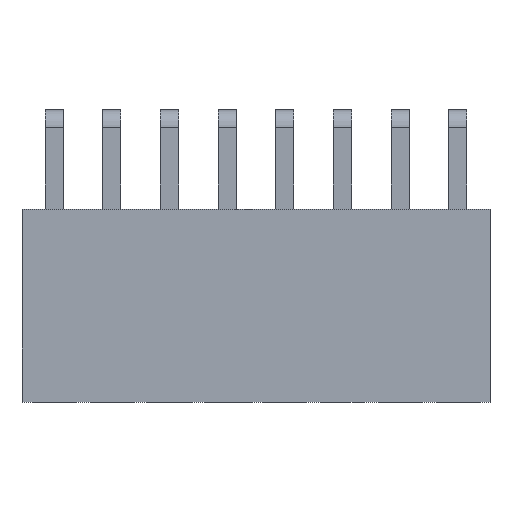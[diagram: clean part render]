
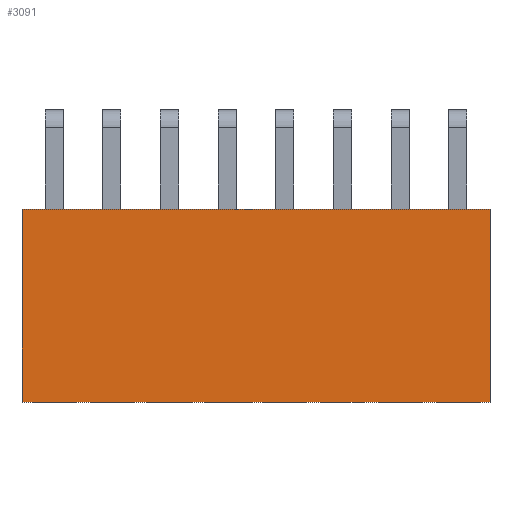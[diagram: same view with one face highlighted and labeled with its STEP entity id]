
A CAD part, top view. The second image highlights one B-rep face of the part: STEP entity #3091.
In plain terms, the highlighted planar face has unit normal (0, 0, 1).
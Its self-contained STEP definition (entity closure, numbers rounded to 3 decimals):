
#3091=ADVANCED_FACE('',(#5955),#5957,.T.);
#5955=FACE_BOUND('',#5956,.T.);
#5956=EDGE_LOOP('',(#8304,#8305,#8306,#8307));
#5957=PLANE('',#5958);
#5958=AXIS2_PLACEMENT_3D('',#5959,#5960,#5961);
#5959=CARTESIAN_POINT('',(19.2,-10.16,5.));
#5960=DIRECTION('',(0.,-0.,1.));
#5961=DIRECTION('',(0.,1.,0.));
#8304=ORIENTED_EDGE('',*,*,#9568,.T.);
#8305=ORIENTED_EDGE('',*,*,#9597,.T.);
#8306=ORIENTED_EDGE('',*,*,#9576,.F.);
#8307=ORIENTED_EDGE('',*,*,#9639,.F.);
#9568=EDGE_CURVE('',#11243,#11241,#11244,.T.);
#9576=EDGE_CURVE('',#11255,#11257,#11258,.T.);
#9597=EDGE_CURVE('',#11241,#11257,#11293,.T.);
#9639=EDGE_CURVE('',#11243,#11255,#11339,.T.);
#11241=VERTEX_POINT('',#14743);
#11243=VERTEX_POINT('',#14747);
#11244=LINE('',#14748,#14749);
#11255=VERTEX_POINT('',#14773);
#11257=VERTEX_POINT('',#14777);
#11258=LINE('',#14778,#14779);
#11293=LINE('',#14855,#14856);
#11339=LINE('',#14985,#14986);
#14743=CARTESIAN_POINT('',(19.2,-1.66,5.));
#14747=CARTESIAN_POINT('',(19.2,-10.16,5.));
#14748=CARTESIAN_POINT('',(19.2,-10.16,5.));
#14749=VECTOR('',#14750,1.);
#14750=DIRECTION('',(0.,1.,0.));
#14773=CARTESIAN_POINT('',(-1.42,-10.16,5.));
#14777=CARTESIAN_POINT('',(-1.42,-1.66,5.));
#14778=CARTESIAN_POINT('',(-1.42,-10.16,5.));
#14779=VECTOR('',#14780,1.);
#14780=DIRECTION('',(0.,1.,0.));
#14855=CARTESIAN_POINT('',(19.2,-1.66,5.));
#14856=VECTOR('',#14857,1.);
#14857=DIRECTION('',(-1.,0.,0.));
#14985=CARTESIAN_POINT('',(19.2,-10.16,5.));
#14986=VECTOR('',#14987,1.);
#14987=DIRECTION('',(-1.,0.,0.));
